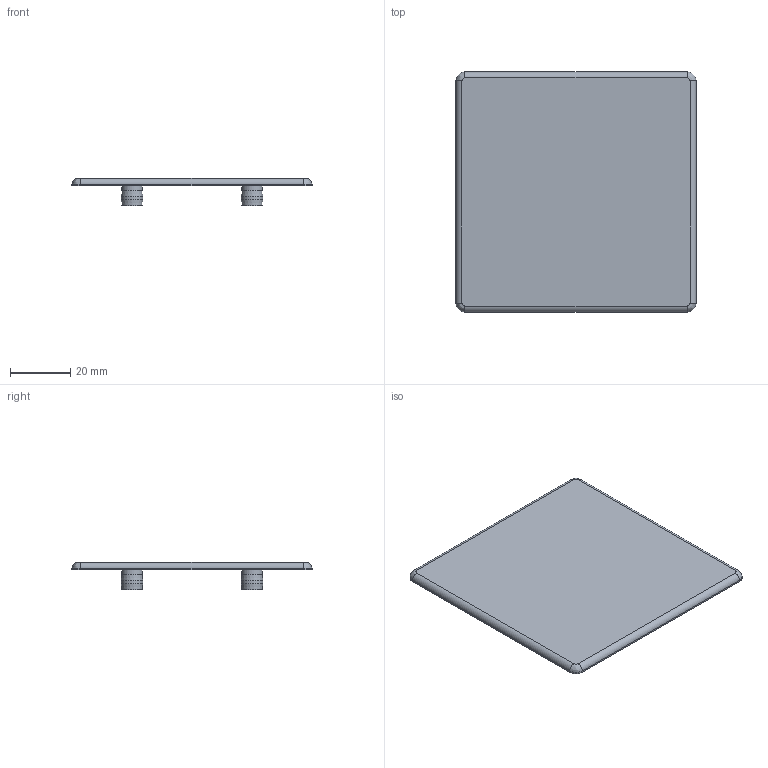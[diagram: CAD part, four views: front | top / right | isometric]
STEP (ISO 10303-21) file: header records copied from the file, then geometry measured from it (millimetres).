
FILE_DESCRIPTION(/* description */ (''),/* implementation_level */ '2;1');
FILE_NAME(/* name */ '228080.stp',/* time_stamp */ '2022-10-05T09:16:06+02:00',/* author */ ('aluteckkpl_am'),/* organization */ (''),/* preprocessor_version */ 'ST-DEVELOPER v18.1',/* originating_system */ 'Autodesk Inventor 2021',/* authorisation */ '');
FILE_SCHEMA (('CONFIG_CONTROL_DESIGN'));
Length unit declared in the file: millimetre
Products named in the file (2): 228080-ZP; 228080
Assembly tree (1 placements, depth 2):
  228080-ZP
    228080
Bounding box: 80 x 80 x 9 mm (x, y, z)
Volume: 16512.1 mm3; surface area: 14099.1 mm2
Topology: 1 solids, 1 shells, 46 faces, 124 edges, 84 vertices
Faces by surface type: cylinder 20, cone 12, plane 10, bspline 4
Full cylindrical faces by diameter (mm): 3.5 x4, 6.85 x4, 7.2 x4
Entity records: 1559 total; most frequent: DIRECTION 286, CARTESIAN_POINT 285, ORIENTED_EDGE 240, AXIS2_PLACEMENT_3D 121, EDGE_CURVE 120, VERTEX_POINT 84, CIRCLE 76, EDGE_LOOP 54
